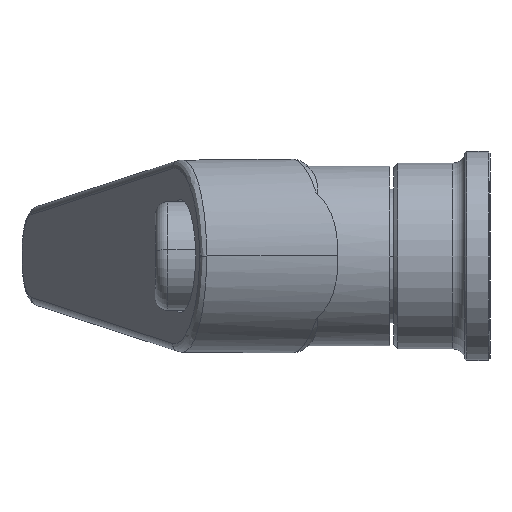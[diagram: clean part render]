
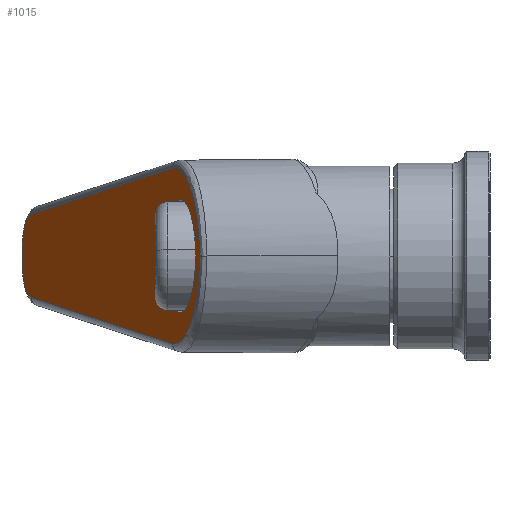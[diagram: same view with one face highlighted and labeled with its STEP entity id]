
A CAD part, left-side view. The second image highlights one B-rep face of the part: STEP entity #1015.
In plain terms, the highlighted planar face has unit normal (-0.259, 0.966, 0).
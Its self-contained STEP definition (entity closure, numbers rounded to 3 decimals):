
#495=EDGE_CURVE('NONE',#1157,#1297,#1405,.T.);
#535=VERTEX_POINT('NONE',#1451);
#545=VERTEX_POINT('NONE',#1462);
#561=EDGE_CURVE('NONE',#1053,#747,#1480,.T.);
#567=VERTEX_POINT('NONE',#1487);
#697=EDGE_CURVE('NONE',#567,#1321,#1633,.T.);
#715=EDGE_CURVE('NONE',#1175,#797,#1654,.T.);
#747=VERTEX_POINT('NONE',#1691);
#779=EDGE_CURVE('NONE',#1321,#567,#1727,.T.);
#797=VERTEX_POINT('NONE',#1746);
#1015=ADVANCED_FACE('NONE',(#1993,#1994),#1995,.F.);
#1053=VERTEX_POINT('NONE',#2035);
#1153=EDGE_CURVE('NONE',#797,#1157,#2140,.T.);
#1157=VERTEX_POINT('NONE',#2144);
#1175=VERTEX_POINT('NONE',#2165);
#1201=EDGE_CURVE('NONE',#545,#535,#2194,.T.);
#1225=EDGE_CURVE('NONE',#1297,#1053,#2219,.T.);
#1255=EDGE_CURVE('NONE',#747,#545,#2253,.T.);
#1297=VERTEX_POINT('NONE',#2299);
#1313=EDGE_CURVE('NONE',#535,#1175,#2316,.T.);
#1321=VERTEX_POINT('NONE',#2325);
#1405=(B_SPLINE_CURVE(3,(#2437,#2438,#2439,#2440),.UNSPECIFIED.,.F.,.F.)B_SPLINE_CURVE_WITH_KNOTS((4,4),(0.0,0.003),.UNSPECIFIED.)RATIONAL_B_SPLINE_CURVE((1.0,1.,1.,1.0))BOUNDED_CURVE()REPRESENTATION_ITEM('')GEOMETRIC_REPRESENTATION_ITEM()CURVE());
#1451=CARTESIAN_POINT('',(70.55,55.904,-0.449));
#1462=CARTESIAN_POINT('',(70.55,55.904,0.449));
#1480=LINE('',#2653,#2654);
#1487=CARTESIAN_POINT('',(0.,37.0,-6.75));
#1633=(B_SPLINE_CURVE(3,(#2957,#2958,#2959,#2960),.UNSPECIFIED.,.F.,.F.)B_SPLINE_CURVE_WITH_KNOTS((4,4),(1.571,4.712),.UNSPECIFIED.)RATIONAL_B_SPLINE_CURVE((1.0,0.333,0.333,1.0))BOUNDED_CURVE()REPRESENTATION_ITEM('')GEOMETRIC_REPRESENTATION_ITEM()CURVE());
#1654=LINE('',#3003,#3004);
#1691=CARTESIAN_POINT('',(66.544,54.83,4.947));
#1727=(B_SPLINE_CURVE(3,(#3175,#3176,#3177,#3178),.UNSPECIFIED.,.F.,.F.)B_SPLINE_CURVE_WITH_KNOTS((4,4),(4.712,7.854),.UNSPECIFIED.)RATIONAL_B_SPLINE_CURVE((1.0,0.333,0.333,1.0))BOUNDED_CURVE()REPRESENTATION_ITEM('')GEOMETRIC_REPRESENTATION_ITEM()CURVE());
#1746=CARTESIAN_POINT('',(3.536,37.947,-10.459));
#1993=FACE_OUTER_BOUND('',#3760,.T.);
#1994=FACE_BOUND('',#3761,.T.);
#1995=PLANE('',#3762);
#2035=CARTESIAN_POINT('',(3.536,37.947,10.459));
#2140=(B_SPLINE_CURVE(3,(#4052,#4053,#4054,#4055),.UNSPECIFIED.,.F.,.F.)B_SPLINE_CURVE_WITH_KNOTS((4,4),(4.648,6.283),.UNSPECIFIED.)RATIONAL_B_SPLINE_CURVE((1.0,0.789,0.789,1.0))BOUNDED_CURVE()REPRESENTATION_ITEM('')GEOMETRIC_REPRESENTATION_ITEM()CURVE());
#2144=CARTESIAN_POINT('',(-8.509,34.72,-0.027));
#2165=CARTESIAN_POINT('',(66.544,54.83,-4.947));
#2194=LINE('',#4193,#4194);
#2219=(B_SPLINE_CURVE(3,(#4282,#4283,#4284,#4285),.UNSPECIFIED.,.F.,.F.)B_SPLINE_CURVE_WITH_KNOTS((4,4),(3.139,4.777),.UNSPECIFIED.)RATIONAL_B_SPLINE_CURVE((1.0,0.789,0.789,1.0))BOUNDED_CURVE()REPRESENTATION_ITEM('')GEOMETRIC_REPRESENTATION_ITEM()CURVE());
#2253=(B_SPLINE_CURVE(3,(#4395,#4396,#4397,#4398),.UNSPECIFIED.,.F.,.F.)B_SPLINE_CURVE_WITH_KNOTS((4,4),(4.465,5.954),.UNSPECIFIED.)RATIONAL_B_SPLINE_CURVE((1.0,0.824,0.824,1.0))BOUNDED_CURVE()REPRESENTATION_ITEM('')GEOMETRIC_REPRESENTATION_ITEM()CURVE());
#2299=CARTESIAN_POINT('',(-8.51,34.72,0.));
#2316=(B_SPLINE_CURVE(3,(#4640,#4641,#4642,#4643),.UNSPECIFIED.,.F.,.F.)B_SPLINE_CURVE_WITH_KNOTS((4,4),(3.471,4.96),.UNSPECIFIED.)RATIONAL_B_SPLINE_CURVE((1.0,0.824,0.824,1.0))BOUNDED_CURVE()REPRESENTATION_ITEM('')GEOMETRIC_REPRESENTATION_ITEM()CURVE());
#2325=CARTESIAN_POINT('',(0.,37.0,6.75));
#2437=CARTESIAN_POINT('',(-8.509,34.72,-0.027));
#2438=CARTESIAN_POINT('',(-8.509,34.72,-0.018));
#2439=CARTESIAN_POINT('',(-8.509,34.72,-0.009));
#2440=CARTESIAN_POINT('',(-8.51,34.72,0.));
#2653=CARTESIAN_POINT('',(-0.14,36.962,10.781));
#2654=VECTOR('',#4849,1000.0);
#2957=CARTESIAN_POINT('',(0.,37.0,-6.75));
#2958=CARTESIAN_POINT('',(-13.5,33.383,-6.75));
#2959=CARTESIAN_POINT('',(-13.5,33.383,6.75));
#2960=CARTESIAN_POINT('',(0.,37.0,6.75));
#3003=CARTESIAN_POINT('',(1.886,37.505,-10.603));
#3004=VECTOR('',#5038,1000.0);
#3175=CARTESIAN_POINT('',(0.,37.0,6.75));
#3176=CARTESIAN_POINT('',(13.5,40.617,6.75));
#3177=CARTESIAN_POINT('',(13.5,40.617,-6.75));
#3178=CARTESIAN_POINT('',(0.,37.0,-6.75));
#3760=EDGE_LOOP('',(#5446,#5447,#5448,#5449,#5450,#5451,#5452,#5453));
#3761=EDGE_LOOP('',(#5454,#5455));
#3762=AXIS2_PLACEMENT_3D('',#5456,#5457,#5458);
#4052=CARTESIAN_POINT('',(3.536,37.947,-10.459));
#4053=CARTESIAN_POINT('',(-3.269,36.124,-11.054));
#4054=CARTESIAN_POINT('',(-8.356,34.761,-6.649));
#4055=CARTESIAN_POINT('',(-8.509,34.72,-0.027));
#4193=CARTESIAN_POINT('',(70.55,55.904,12.5));
#4194=VECTOR('',#5629,1000.0);
#4282=CARTESIAN_POINT('',(-8.51,34.72,0.));
#4283=CARTESIAN_POINT('',(-8.373,34.756,6.635));
#4284=CARTESIAN_POINT('',(-3.282,36.12,11.056));
#4285=CARTESIAN_POINT('',(3.536,37.947,10.459));
#4395=CARTESIAN_POINT('',(66.544,54.83,4.947));
#4396=CARTESIAN_POINT('',(68.929,55.469,4.738));
#4397=CARTESIAN_POINT('',(70.55,55.904,2.918));
#4398=CARTESIAN_POINT('',(70.55,55.904,0.449));
#4640=CARTESIAN_POINT('',(70.55,55.904,-0.449));
#4641=CARTESIAN_POINT('',(70.55,55.904,-2.918));
#4642=CARTESIAN_POINT('',(68.929,55.469,-4.738));
#4643=CARTESIAN_POINT('',(66.544,54.83,-4.947));
#4849=DIRECTION('',(0.962,0.258,-0.084));
#5038=DIRECTION('',(-0.962,-0.258,-0.084));
#5446=ORIENTED_EDGE('',*,*,#1153,.T.);
#5447=ORIENTED_EDGE('',*,*,#495,.T.);
#5448=ORIENTED_EDGE('',*,*,#1225,.T.);
#5449=ORIENTED_EDGE('',*,*,#561,.T.);
#5450=ORIENTED_EDGE('',*,*,#1255,.T.);
#5451=ORIENTED_EDGE('',*,*,#1201,.T.);
#5452=ORIENTED_EDGE('',*,*,#1313,.T.);
#5453=ORIENTED_EDGE('',*,*,#715,.T.);
#5454=ORIENTED_EDGE('',*,*,#779,.F.);
#5455=ORIENTED_EDGE('',*,*,#697,.F.);
#5456=CARTESIAN_POINT('',(0.,37.0,12.5));
#5457=DIRECTION('',(0.259,-0.966,0.0));
#5458=DIRECTION('',(0.0,0.0,-1.0));
#5629=DIRECTION('',(0.0,0.0,-1.0));
